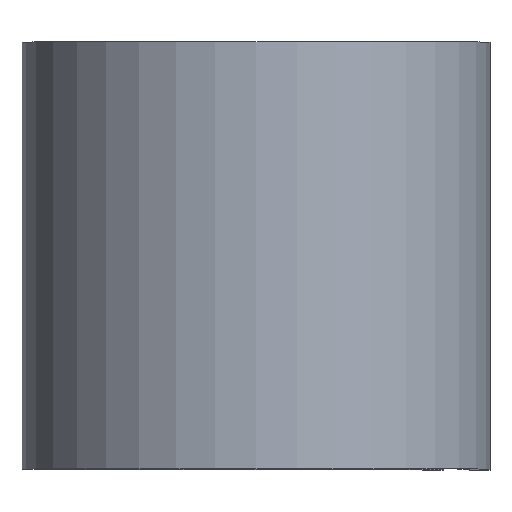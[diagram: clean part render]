
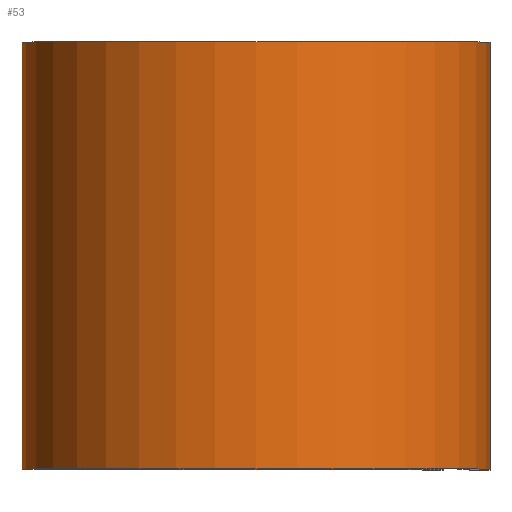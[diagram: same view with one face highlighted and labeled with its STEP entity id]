
A CAD part, top view. The second image highlights one B-rep face of the part: STEP entity #53.
In plain terms, the highlighted cylindrical face has radius 13.919 mm (diameter 27.838 mm), a partial arc.
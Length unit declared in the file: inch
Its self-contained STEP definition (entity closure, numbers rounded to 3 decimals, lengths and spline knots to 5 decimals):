
#12 = CARTESIAN_POINT ( 'NONE',  ( 0., 0.5, -0.548 ) ) ;
#29 = CARTESIAN_POINT ( 'NONE',  ( 0., 0.5, 0. ) ) ;
#41 = DIRECTION ( 'NONE',  ( 0., -1., 0. ) ) ;
#53 = ADVANCED_FACE ( 'NONE', ( #619 ), #719, .T. ) ;
#83 = DIRECTION ( 'NONE',  ( 0., 1., 0. ) ) ;
#112 = CARTESIAN_POINT ( 'NONE',  ( 0., 0.5, 0. ) ) ;
#113 = DIRECTION ( 'NONE',  ( 1., 0., 0. ) ) ;
#129 = CIRCLE ( 'NONE', #618, 0.548 ) ;
#130 = AXIS2_PLACEMENT_3D ( 'NONE', #665, #582, #351 ) ;
#136 = CARTESIAN_POINT ( 'NONE',  ( 0.548, 0.5, 0. ) ) ;
#158 = LINE ( 'NONE', #349, #472 ) ;
#227 = VERTEX_POINT ( 'NONE', #316 ) ;
#285 = AXIS2_PLACEMENT_3D ( 'NONE', #29, #41, #722 ) ;
#303 = DIRECTION ( 'NONE',  ( 0., -1., 0. ) ) ;
#316 = CARTESIAN_POINT ( 'NONE',  ( 0.548, -0.5, 0. ) ) ;
#333 = ORIENTED_EDGE ( 'NONE', *, *, #429, .F. ) ;
#349 = CARTESIAN_POINT ( 'NONE',  ( 0.548, 0.5, 0. ) ) ;
#351 = DIRECTION ( 'NONE',  ( 1., 0., 0. ) ) ;
#403 = CARTESIAN_POINT ( 'NONE',  ( 0., 0.5, -0.548 ) ) ;
#405 = DIRECTION ( 'NONE',  ( 0., -1., 0. ) ) ;
#425 = ORIENTED_EDGE ( 'NONE', *, *, #595, .T. ) ;
#429 = EDGE_CURVE ( 'NONE', #437, #519, #129, .T. ) ;
#437 = VERTEX_POINT ( 'NONE', #12 ) ;
#453 = EDGE_LOOP ( 'NONE', ( #425, #584, #333, #507 ) ) ;
#455 = LINE ( 'NONE', #403, #711 ) ;
#472 = VECTOR ( 'NONE', #405, 39.37008 ) ;
#507 = ORIENTED_EDGE ( 'NONE', *, *, #573, .T. ) ;
#519 = VERTEX_POINT ( 'NONE', #136 ) ;
#568 = CARTESIAN_POINT ( 'NONE',  ( 0., -0.5, -0.548 ) ) ;
#570 = EDGE_CURVE ( 'NONE', #519, #227, #158, .T. ) ;
#573 = EDGE_CURVE ( 'NONE', #437, #728, #455, .T. ) ;
#582 = DIRECTION ( 'NONE',  ( 0., 1., 0. ) ) ;
#584 = ORIENTED_EDGE ( 'NONE', *, *, #570, .F. ) ;
#595 = EDGE_CURVE ( 'NONE', #728, #227, #681, .T. ) ;
#618 = AXIS2_PLACEMENT_3D ( 'NONE', #112, #83, #113 ) ;
#619 = FACE_OUTER_BOUND ( 'NONE', #453, .T. ) ;
#665 = CARTESIAN_POINT ( 'NONE',  ( 0., -0.5, 0. ) ) ;
#681 = CIRCLE ( 'NONE', #130, 0.548 ) ;
#711 = VECTOR ( 'NONE', #303, 39.37008 ) ;
#719 = CYLINDRICAL_SURFACE ( 'NONE', #285, 0.548 ) ;
#722 = DIRECTION ( 'NONE',  ( 0., 0., -1. ) ) ;
#728 = VERTEX_POINT ( 'NONE', #568 ) ;
